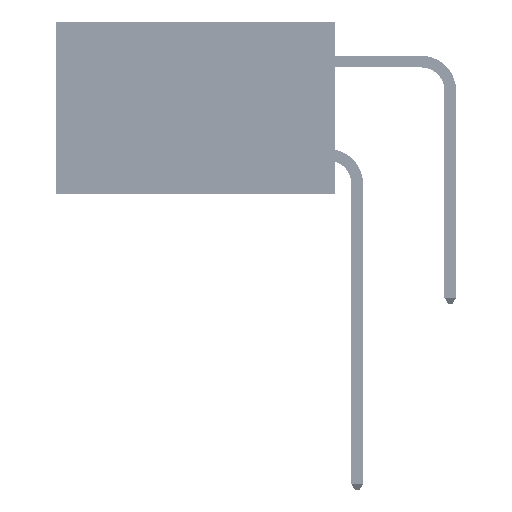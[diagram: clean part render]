
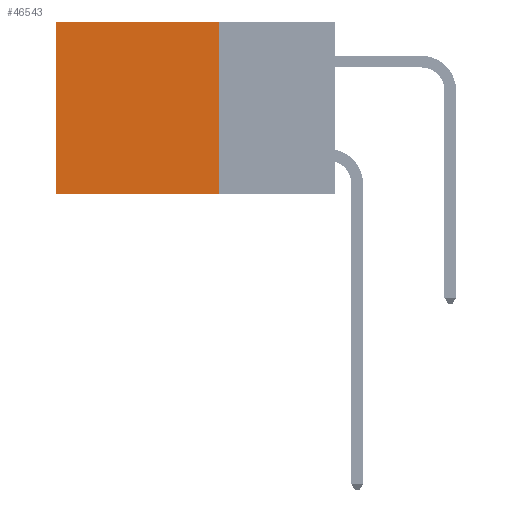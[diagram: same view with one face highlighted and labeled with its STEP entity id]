
A CAD part, left-side view. The second image highlights one B-rep face of the part: STEP entity #46543.
In plain terms, the highlighted planar face has unit normal (-1, 0, 0).
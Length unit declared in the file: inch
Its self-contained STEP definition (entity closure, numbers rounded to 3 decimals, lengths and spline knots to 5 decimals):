
#443 = DIRECTION ( 'NONE',  ( 0., 0., -1. ) ) ;
#2479 = DIRECTION ( 'NONE',  ( 0., 0., -1. ) ) ;
#2885 = EDGE_CURVE ( 'NONE', #33436, #40670, #36222, .T. ) ;
#4040 = CARTESIAN_POINT ( 'NONE',  ( 0.2875, 0.25, 0. ) ) ;
#7231 = CARTESIAN_POINT ( 'NONE',  ( 0.2875, 0.6, 0. ) ) ;
#9104 = ORIENTED_EDGE ( 'NONE', *, *, #2885, .F. ) ;
#9713 = DIRECTION ( 'NONE',  ( 0., 1., 0. ) ) ;
#11287 = LINE ( 'NONE', #22538, #44848 ) ;
#17272 = LINE ( 'NONE', #33503, #33365 ) ;
#17486 = CARTESIAN_POINT ( 'NONE',  ( 0.2875, 0.25, -0.37 ) ) ;
#17497 = ORIENTED_EDGE ( 'NONE', *, *, #41952, .F. ) ;
#21253 = CARTESIAN_POINT ( 'NONE',  ( 0.2875, 0.25, 0. ) ) ;
#22538 = CARTESIAN_POINT ( 'NONE',  ( 0.2875, 0.25, 0. ) ) ;
#22906 = PLANE ( 'NONE',  #33973 ) ;
#24099 = VERTEX_POINT ( 'NONE', #7231 ) ;
#26031 = CARTESIAN_POINT ( 'NONE',  ( 0.2875, 0.25, -0.37 ) ) ;
#29834 = VECTOR ( 'NONE', #34195, 39.37008 ) ;
#32428 = LINE ( 'NONE', #21253, #46604 ) ;
#33301 = FACE_OUTER_BOUND ( 'NONE', #44952, .T. ) ;
#33365 = VECTOR ( 'NONE', #2479, 39.37008 ) ;
#33436 = VERTEX_POINT ( 'NONE', #26031 ) ;
#33503 = CARTESIAN_POINT ( 'NONE',  ( 0.2875, 0.6, 0. ) ) ;
#33973 = AXIS2_PLACEMENT_3D ( 'NONE', #51733, #48132, #35307 ) ;
#34195 = DIRECTION ( 'NONE',  ( 0., 1., 0. ) ) ;
#35307 = DIRECTION ( 'NONE',  ( 0., 0., -1. ) ) ;
#36222 = LINE ( 'NONE', #17486, #29834 ) ;
#38034 = ORIENTED_EDGE ( 'NONE', *, *, #39179, .T. ) ;
#39179 = EDGE_CURVE ( 'NONE', #24099, #40670, #17272, .T. ) ;
#39994 = VERTEX_POINT ( 'NONE', #4040 ) ;
#40670 = VERTEX_POINT ( 'NONE', #45885 ) ;
#41581 = ORIENTED_EDGE ( 'NONE', *, *, #49355, .T. ) ;
#41952 = EDGE_CURVE ( 'NONE', #39994, #33436, #32428, .T. ) ;
#44848 = VECTOR ( 'NONE', #9713, 39.37008 ) ;
#44952 = EDGE_LOOP ( 'NONE', ( #38034, #9104, #17497, #41581 ) ) ;
#45885 = CARTESIAN_POINT ( 'NONE',  ( 0.2875, 0.6, -0.37 ) ) ;
#46543 = ADVANCED_FACE ( 'NONE', ( #33301 ), #22906, .F. ) ;
#46604 = VECTOR ( 'NONE', #443, 39.37008 ) ;
#48132 = DIRECTION ( 'NONE',  ( 1., 0., 0. ) ) ;
#49355 = EDGE_CURVE ( 'NONE', #39994, #24099, #11287, .T. ) ;
#51733 = CARTESIAN_POINT ( 'NONE',  ( 0.2875, 0.25, 0. ) ) ;
